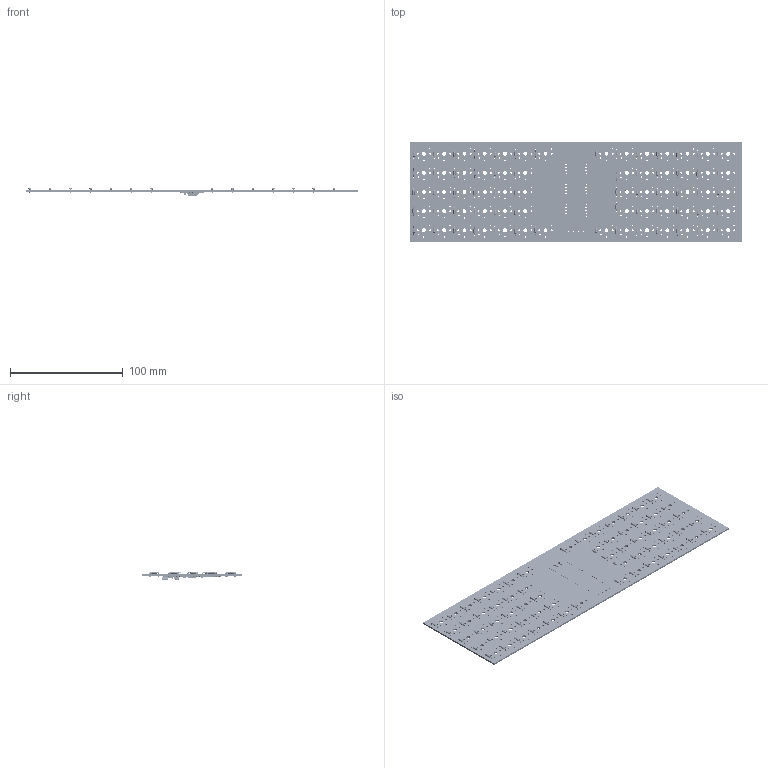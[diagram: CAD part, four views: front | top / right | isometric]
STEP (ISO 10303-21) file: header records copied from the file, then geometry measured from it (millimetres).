
FILE_DESCRIPTION(('KiCad electronic assembly'),'2;1');
FILE_NAME('KlawiaturaAsp.step','2025-11-11T14:44:05',('Pcbnew'),('Kicad' ),'Open CASCADE STEP processor 7.9','KiCad to STEP converter', 'Unknown');
FILE_SCHEMA(('AUTOMOTIVE_DESIGN { 1 0 10303 214 1 1 1 1 }'));
Length unit declared in the file: millimetre
Products named in the file (5): KlawiaturaAsp 1; D_DO-35_SOD27_P7.62mm_Horizontal; RaspberryPi_Pico; RaspberryPi_Pico_Module_KiCad; KlawiaturaAsp_PCB
Assembly tree (67 placements, depth 3):
  KlawiaturaAsp 1
    D_DO-35_SOD27_P7.62mm_Horizontal  x64
    RaspberryPi_Pico
      RaspberryPi_Pico_Module_KiCad
    KlawiaturaAsp_PCB
Bounding box: 294.6 x 89 x 7.89 mm (x, y, z)
Volume: 39884.2 mm3; surface area: 61129.2 mm2
Topology: 130 solids, 130 shells, 2063 faces, 4653 edges, 3008 vertices
Faces by surface type: cylinder 1066, plane 739, torus 258
Full cylindrical faces by diameter (mm): 0.5 x192, 0.8 x128, 0.991 x64, 1 x83, 1.15 x4, 1.27 x128, 1.702 x128, 1.85 x2, 2 x128, 2.02 x64, 2.1 x4, 2.2 x2, 3.429 x64
Entity records: 42759 total; most frequent: DIRECTION 6915, CARTESIAN_POINT 6390, ORIENTED_EDGE 6282, EDGE_CURVE 3141, AXIS2_PLACEMENT_3D 2651, FACE_BOUND 2301, EDGE_LOOP 2301, VERTEX_POINT 2126
